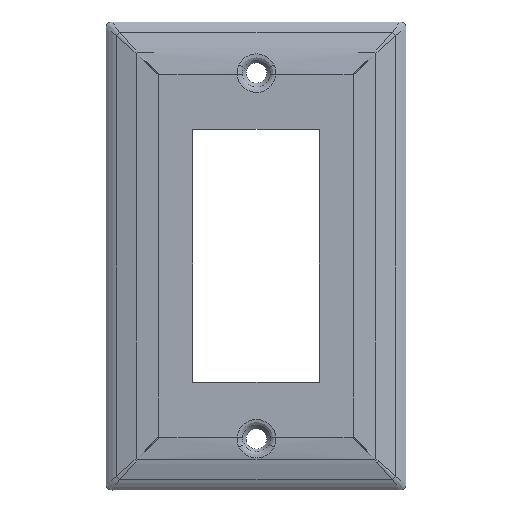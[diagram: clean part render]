
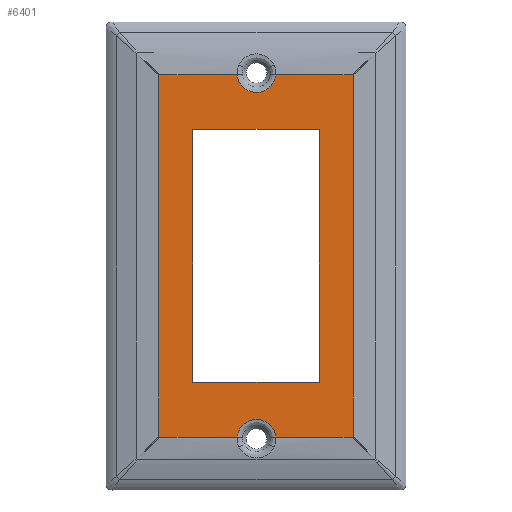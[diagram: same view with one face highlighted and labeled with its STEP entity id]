
A CAD part, top view. The second image highlights one B-rep face of the part: STEP entity #6401.
In plain terms, the highlighted planar face has unit normal (0, 0, 1).
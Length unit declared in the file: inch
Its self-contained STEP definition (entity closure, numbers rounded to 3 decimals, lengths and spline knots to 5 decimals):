
#143 = CARTESIAN_POINT ( 'NONE',  ( 32.72537, 10.79981, 0.08991 ) ) ;
#228 = EDGE_LOOP ( 'NONE', ( #6256, #6181, #291, #3799, #3934, #1721, #440, #2846 ) ) ;
#243 = EDGE_CURVE ( 'NONE', #449, #1037, #3260, .T. ) ;
#291 = ORIENTED_EDGE ( 'NONE', *, *, #2191, .F. ) ;
#331 = DIRECTION ( 'NONE',  ( 1., 0., 0. ) ) ;
#364 = DIRECTION ( 'NONE',  ( 1., 0., 0. ) ) ;
#413 = DIRECTION ( 'NONE',  ( -1., 0., 0. ) ) ;
#440 = ORIENTED_EDGE ( 'NONE', *, *, #5181, .F. ) ;
#449 = VERTEX_POINT ( 'NONE', #2015 ) ;
#590 = CARTESIAN_POINT ( 'NONE',  ( 32.62328, 10.96256, 0.08991 ) ) ;
#615 = CARTESIAN_POINT ( 'NONE',  ( 32.32794, 14.52212, 0.08991 ) ) ;
#903 = EDGE_CURVE ( 'NONE', #4203, #5687, #2664, .T. ) ;
#920 = CARTESIAN_POINT ( 'NONE',  ( 31.67639, 10.79981, 0.08991 ) ) ;
#967 = CARTESIAN_POINT ( 'NONE',  ( 33.17717, 11.36809, 0.08991 ) ) ;
#1035 = CARTESIAN_POINT ( 'NONE',  ( 32.72035, 14.52169, 0.08991 ) ) ;
#1037 = VERTEX_POINT ( 'NONE', #1900 ) ;
#1039 = CARTESIAN_POINT ( 'NONE',  ( 33.17717, 14.00313, 0.08991 ) ) ;
#1067 = CARTESIAN_POINT ( 'NONE',  ( 32.72537, 14.57141, 0.08991 ) ) ;
#1161 = CARTESIAN_POINT ( 'NONE',  ( 31.67639, 14.57141, 0.08991 ) ) ;
#1266 = VERTEX_POINT ( 'NONE', #4305 ) ;
#1375 = CARTESIAN_POINT ( 'NONE',  ( 32.32297, 14.57141, 0.08991 ) ) ;
#1462 = VERTEX_POINT ( 'NONE', #2475 ) ;
#1523 = CARTESIAN_POINT ( 'NONE',  ( 32.57358, 14.38945, 0.08991 ) ) ;
#1544 = FACE_BOUND ( 'NONE', #2924, .T. ) ;
#1592 = CARTESIAN_POINT ( 'NONE',  ( 31.8622, 11.36809, 0.08991 ) ) ;
#1607 = CARTESIAN_POINT ( 'NONE',  ( 32.5739, 10.98169, 0.08991 ) ) ;
#1651 = AXIS2_PLACEMENT_3D ( 'NONE', #6065, #4599, #3264 ) ;
#1721 = ORIENTED_EDGE ( 'NONE', *, *, #4219, .F. ) ;
#1802 = DIRECTION ( 'NONE',  ( 0., -1., 0. ) ) ;
#1831 = EDGE_CURVE ( 'NONE', #1869, #449, #3362, .T. ) ;
#1859 = EDGE_CURVE ( 'NONE', #1266, #2149, #5040, .T. ) ;
#1869 = VERTEX_POINT ( 'NONE', #1375 ) ;
#1895 = CARTESIAN_POINT ( 'NONE',  ( 33.53048, 12.68561, 0.08991 ) ) ;
#1900 = CARTESIAN_POINT ( 'NONE',  ( 33.53048, 14.57141, 0.08991 ) ) ;
#1952 = VECTOR ( 'NONE', #4553, 39.37008 ) ;
#2015 = CARTESIAN_POINT ( 'NONE',  ( 32.72537, 14.57141, 0.08991 ) ) ;
#2046 = ORIENTED_EDGE ( 'NONE', *, *, #5715, .T. ) ;
#2051 = VECTOR ( 'NONE', #5205, 39.37008 ) ;
#2124 = CARTESIAN_POINT ( 'NONE',  ( 32.47476, 10.98177, 0.08991 ) ) ;
#2149 = VERTEX_POINT ( 'NONE', #4568 ) ;
#2169 = VECTOR ( 'NONE', #413, 39.37008 ) ;
#2191 = EDGE_CURVE ( 'NONE', #5687, #3836, #6091, .T. ) ;
#2412 = VERTEX_POINT ( 'NONE', #3415 ) ;
#2475 = CARTESIAN_POINT ( 'NONE',  ( 32.72537, 10.79981, 0.08991 ) ) ;
#2550 = PLANE ( 'NONE',  #1651 ) ;
#2570 = LINE ( 'NONE', #1039, #1952 ) ;
#2615 = CARTESIAN_POINT ( 'NONE',  ( 31.50889, 12.68561, 0.08991 ) ) ;
#2664 = LINE ( 'NONE', #5138, #4042 ) ;
#2846 = ORIENTED_EDGE ( 'NONE', *, *, #243, .F. ) ;
#2893 = VECTOR ( 'NONE', #4584, 39.37008 ) ;
#2904 = CARTESIAN_POINT ( 'NONE',  ( 31.8622, 14.00313, 0.08991 ) ) ;
#2924 = EDGE_LOOP ( 'NONE', ( #2046, #6378, #5146, #5888 ) ) ;
#2984 = LINE ( 'NONE', #967, #2169 ) ;
#2985 = CARTESIAN_POINT ( 'NONE',  ( 32.47445, 14.38953, 0.08991 ) ) ;
#3002 = VECTOR ( 'NONE', #331, 39.37008 ) ;
#3102 = CARTESIAN_POINT ( 'NONE',  ( 32.69645, 10.89632, 0.08991 ) ) ;
#3128 = B_SPLINE_CURVE_WITH_KNOTS ( 'NONE', 3,
 ( #143, #5052, #3102, #590, #1607, #2124, #4609, #3705, #5107, #6140 ),
 .UNSPECIFIED., .F., .F.,
 ( 4, 2, 2, 2, 4 ),
 ( 0., 0.25, 0.5, 0.75, 1. ),
 .UNSPECIFIED. ) ;
#3211 = LINE ( 'NONE', #2904, #4655 ) ;
#3260 = LINE ( 'NONE', #5246, #3002 ) ;
#3264 = DIRECTION ( 'NONE',  ( -1., 0., 0. ) ) ;
#3302 = LINE ( 'NONE', #1895, #5889 ) ;
#3362 = B_SPLINE_CURVE_WITH_KNOTS ( 'NONE', 3,
 ( #6044, #615, #3541, #5517, #2985, #1523, #3506, #5485, #1035, #1067 ),
 .UNSPECIFIED., .F., .F.,
 ( 4, 2, 2, 2, 4 ),
 ( 0., 0.25, 0.5, 0.75, 1. ),
 .UNSPECIFIED. ) ;
#3415 = CARTESIAN_POINT ( 'NONE',  ( 33.17717, 14.00313, 0.08991 ) ) ;
#3506 = CARTESIAN_POINT ( 'NONE',  ( 32.62284, 14.40829, 0.08991 ) ) ;
#3527 = FACE_OUTER_BOUND ( 'NONE', #228, .T. ) ;
#3541 = CARTESIAN_POINT ( 'NONE',  ( 32.35188, 14.47489, 0.08991 ) ) ;
#3643 = CARTESIAN_POINT ( 'NONE',  ( 33.17717, 11.36809, 0.08991 ) ) ;
#3645 = DIRECTION ( 'NONE',  ( -1., 0., 0. ) ) ;
#3705 = CARTESIAN_POINT ( 'NONE',  ( 32.35156, 10.89607, 0.08991 ) ) ;
#3799 = ORIENTED_EDGE ( 'NONE', *, *, #903, .F. ) ;
#3836 = VERTEX_POINT ( 'NONE', #4636 ) ;
#3854 = EDGE_CURVE ( 'NONE', #3836, #1869, #5033, .T. ) ;
#3864 = CARTESIAN_POINT ( 'NONE',  ( 31.50889, 10.79981, 0.08991 ) ) ;
#3934 = ORIENTED_EDGE ( 'NONE', *, *, #4978, .F. ) ;
#3983 = EDGE_CURVE ( 'NONE', #2149, #2412, #3211, .T. ) ;
#4042 = VECTOR ( 'NONE', #3645, 39.37008 ) ;
#4203 = VERTEX_POINT ( 'NONE', #4439 ) ;
#4219 = EDGE_CURVE ( 'NONE', #6086, #1462, #4894, .T. ) ;
#4305 = CARTESIAN_POINT ( 'NONE',  ( 31.8622, 11.36809, 0.08991 ) ) ;
#4424 = CARTESIAN_POINT ( 'NONE',  ( 33.53048, 10.79981, 0.08991 ) ) ;
#4439 = CARTESIAN_POINT ( 'NONE',  ( 32.32297, 10.79981, 0.08991 ) ) ;
#4500 = DIRECTION ( 'NONE',  ( 0., 1., 0. ) ) ;
#4553 = DIRECTION ( 'NONE',  ( 0., -1., 0. ) ) ;
#4568 = CARTESIAN_POINT ( 'NONE',  ( 31.8622, 14.00313, 0.08991 ) ) ;
#4584 = DIRECTION ( 'NONE',  ( 0., 1., 0. ) ) ;
#4599 = DIRECTION ( 'NONE',  ( 0., 0., -1. ) ) ;
#4606 = DIRECTION ( 'NONE',  ( 1., 0., 0. ) ) ;
#4609 = CARTESIAN_POINT ( 'NONE',  ( 32.42555, 10.96296, 0.08991 ) ) ;
#4636 = CARTESIAN_POINT ( 'NONE',  ( 31.50889, 14.57141, 0.08991 ) ) ;
#4655 = VECTOR ( 'NONE', #364, 39.37008 ) ;
#4894 = LINE ( 'NONE', #920, #2051 ) ;
#4978 = EDGE_CURVE ( 'NONE', #1462, #4203, #3128, .T. ) ;
#5012 = VERTEX_POINT ( 'NONE', #3643 ) ;
#5033 = LINE ( 'NONE', #1161, #6210 ) ;
#5040 = LINE ( 'NONE', #1592, #2893 ) ;
#5052 = CARTESIAN_POINT ( 'NONE',  ( 32.7204, 10.8491, 0.08991 ) ) ;
#5107 = CARTESIAN_POINT ( 'NONE',  ( 32.32798, 10.84955, 0.08991 ) ) ;
#5138 = CARTESIAN_POINT ( 'NONE',  ( 31.67639, 10.79981, 0.08991 ) ) ;
#5146 = ORIENTED_EDGE ( 'NONE', *, *, #3983, .T. ) ;
#5181 = EDGE_CURVE ( 'NONE', #1037, #6086, #3302, .T. ) ;
#5205 = DIRECTION ( 'NONE',  ( -1., 0., 0. ) ) ;
#5246 = CARTESIAN_POINT ( 'NONE',  ( 31.67639, 14.57141, 0.08991 ) ) ;
#5485 = CARTESIAN_POINT ( 'NONE',  ( 32.69675, 14.47514, 0.08991 ) ) ;
#5517 = CARTESIAN_POINT ( 'NONE',  ( 32.42507, 14.40866, 0.08991 ) ) ;
#5687 = VERTEX_POINT ( 'NONE', #3864 ) ;
#5715 = EDGE_CURVE ( 'NONE', #5012, #1266, #2984, .T. ) ;
#5888 = ORIENTED_EDGE ( 'NONE', *, *, #6124, .T. ) ;
#5889 = VECTOR ( 'NONE', #1802, 39.37008 ) ;
#6044 = CARTESIAN_POINT ( 'NONE',  ( 32.32297, 14.57141, 0.08991 ) ) ;
#6065 = CARTESIAN_POINT ( 'NONE',  ( 31.67639, 12.68561, 0.08991 ) ) ;
#6086 = VERTEX_POINT ( 'NONE', #4424 ) ;
#6091 = LINE ( 'NONE', #2615, #6224 ) ;
#6124 = EDGE_CURVE ( 'NONE', #2412, #5012, #2570, .T. ) ;
#6140 = CARTESIAN_POINT ( 'NONE',  ( 32.32297, 10.79981, 0.08991 ) ) ;
#6181 = ORIENTED_EDGE ( 'NONE', *, *, #3854, .F. ) ;
#6210 = VECTOR ( 'NONE', #4606, 39.37008 ) ;
#6224 = VECTOR ( 'NONE', #4500, 39.37008 ) ;
#6256 = ORIENTED_EDGE ( 'NONE', *, *, #1831, .F. ) ;
#6378 = ORIENTED_EDGE ( 'NONE', *, *, #1859, .T. ) ;
#6401 = ADVANCED_FACE ( 'NONE', ( #1544, #3527 ), #2550, .F. ) ;
